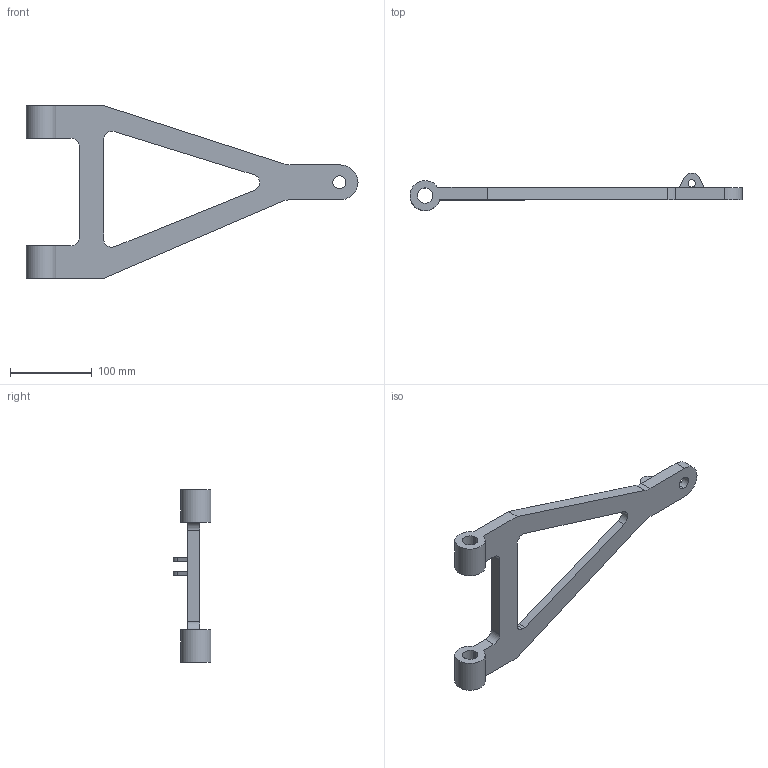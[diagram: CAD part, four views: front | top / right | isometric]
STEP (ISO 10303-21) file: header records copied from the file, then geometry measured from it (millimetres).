
FILE_DESCRIPTION (( 'STEP AP214' ), '1' );
FILE_NAME ('lowercontrolarm.STEP', '2016-05-22T00:42:48', ( '' ), ( '' ), 'SwSTEP 2.0', 'SolidWorks 2013', '' );
FILE_SCHEMA (( 'AUTOMOTIVE_DESIGN' ));
Length unit declared in the file: millimetre
Products named in the file (1): lowercontrolarm
Bounding box: 405.34 x 46.14 x 211.17 mm (x, y, z)
Volume: 339379.9 mm3; surface area: 93724.4 mm2
Topology: 1 solids, 1 shells, 65 faces, 183 edges, 122 vertices
Faces by surface type: plane 33, cylinder 32
Entity records: 2183 total; most frequent: DIRECTION 383, CARTESIAN_POINT 371, ORIENTED_EDGE 366, EDGE_CURVE 183, AXIS2_PLACEMENT_3D 134, VERTEX_POINT 122, VECTOR 115, LINE 115
